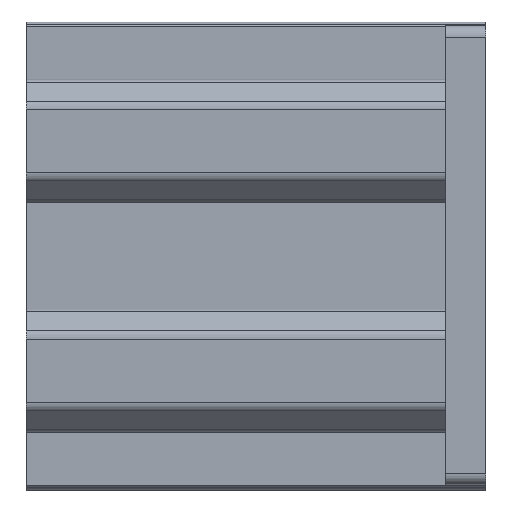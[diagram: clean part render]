
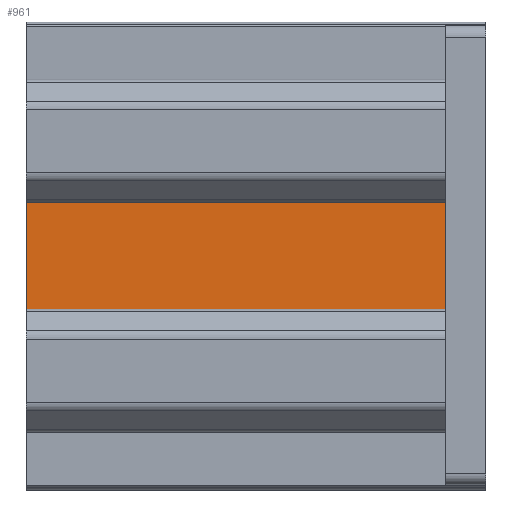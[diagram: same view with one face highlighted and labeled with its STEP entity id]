
A CAD part, top view. The second image highlights one B-rep face of the part: STEP entity #961.
In plain terms, the highlighted planar face has unit normal (0, 0, 1).
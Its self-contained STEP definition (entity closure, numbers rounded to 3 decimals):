
#28=PLANE('',#1067);
#62=FACE_OUTER_BOUND('',#116,.T.);
#116=EDGE_LOOP('',(#778,#779,#780,#781));
#169=LINE('',#1449,#271);
#197=LINE('',#1543,#299);
#219=LINE('',#1611,#321);
#220=LINE('',#1613,#322);
#271=VECTOR('',#1148,10.);
#299=VECTOR('',#1222,10.);
#321=VECTOR('',#1284,10.);
#322=VECTOR('',#1287,10.);
#423=VERTEX_POINT('',#1446);
#424=VERTEX_POINT('',#1448);
#466=VERTEX_POINT('',#1540);
#467=VERTEX_POINT('',#1542);
#521=EDGE_CURVE('',#424,#423,#169,.T.);
#568=EDGE_CURVE('',#467,#466,#197,.T.);
#603=EDGE_CURVE('',#467,#423,#219,.T.);
#604=EDGE_CURVE('',#466,#424,#220,.T.);
#778=ORIENTED_EDGE('',*,*,#568,.T.);
#779=ORIENTED_EDGE('',*,*,#604,.T.);
#780=ORIENTED_EDGE('',*,*,#521,.T.);
#781=ORIENTED_EDGE('',*,*,#603,.F.);
#961=ADVANCED_FACE('',(#62),#28,.T.);
#1067=AXIS2_PLACEMENT_3D('',#1612,#1285,#1286);
#1148=DIRECTION('',(0.,-1.,0.));
#1222=DIRECTION('',(0.,1.,0.));
#1284=DIRECTION('',(-1.,0.,0.));
#1285=DIRECTION('center_axis',(0.,0.,1.));
#1286=DIRECTION('ref_axis',(0.,-1.,0.));
#1287=DIRECTION('',(-1.,0.,0.));
#1446=CARTESIAN_POINT('',(0.,18.294,57.525));
#1448=CARTESIAN_POINT('',(0.,31.706,57.525));
#1449=CARTESIAN_POINT('',(0.,50.,57.525));
#1540=CARTESIAN_POINT('',(36.5,31.706,57.525));
#1542=CARTESIAN_POINT('',(36.5,18.294,57.525));
#1543=CARTESIAN_POINT('',(36.5,37.5,57.525));
#1611=CARTESIAN_POINT('',(0.,18.294,57.525));
#1612=CARTESIAN_POINT('Origin',(0.,50.,57.525));
#1613=CARTESIAN_POINT('',(0.,31.706,57.525));
